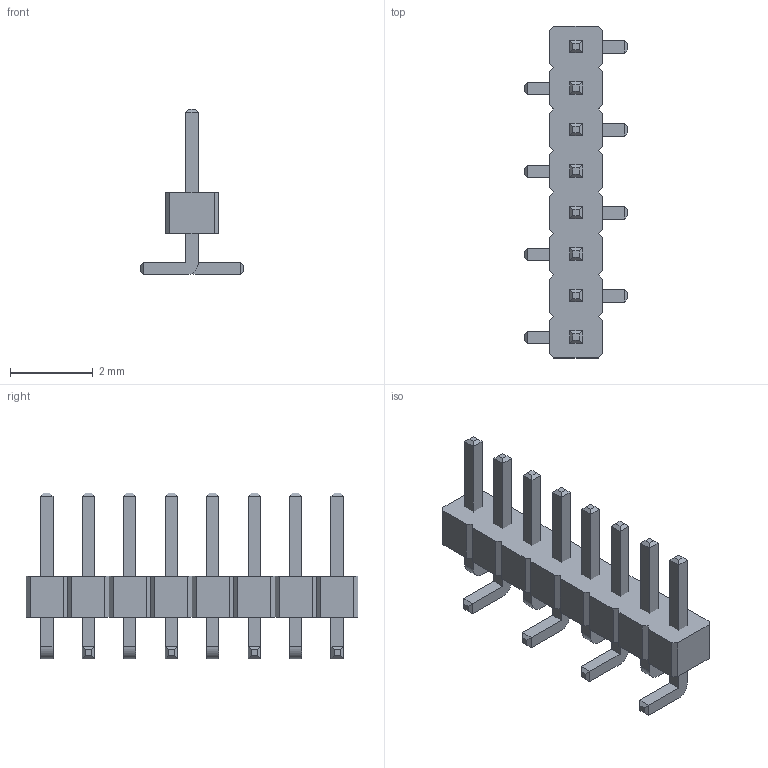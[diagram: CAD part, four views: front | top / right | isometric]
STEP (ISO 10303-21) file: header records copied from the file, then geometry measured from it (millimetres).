
FILE_DESCRIPTION(/* description */ ('model of PinHeader_1x08_P1.00mm_Vertical_SMD_Pin1Right'),/* implementation_level */ '2;1');
FILE_NAME(/* name */ 'PinHeader_1x08_P1.00mm_Vertical_SMD_Pin1Right.step',/* time_stamp */ '2018-01-24T13:28:04',/* author */ ('kicad StepUp','ksu'),/* organization */ ('FreeCAD'),/* preprocessor_version */ 'OCC',/* originating_system */ 'kicad StepUp',/* authorisation */ '');
FILE_SCHEMA(('AUTOMOTIVE_DESIGN { 1 0 10303 214 1 1 1 1 }'));
Length unit declared in the file: millimetre
Products named in the file (2): PinHeader_1x08_P100mm_Vertical_SMD_Pin1Right; Shape0_720100239387
Bounding box: 2.5 x 8 x 4 mm (x, y, z)
Volume: 13.6 mm3; surface area: 88.3 mm2
Topology: 9 solids, 9 shells, 188 faces, 446 edges, 276 vertices
Faces by surface type: plane 180, cylinder 8
Entity records: 3464 total; most frequent: ORIENTED_EDGE 690, CARTESIAN_POINT 527, EDGE_CURVE 446, LINE 430, VERTEX_POINT 276, AXIS2_PLACEMENT_3D 201, ADVANCED_FACE 188, FACE_BOUND 188
